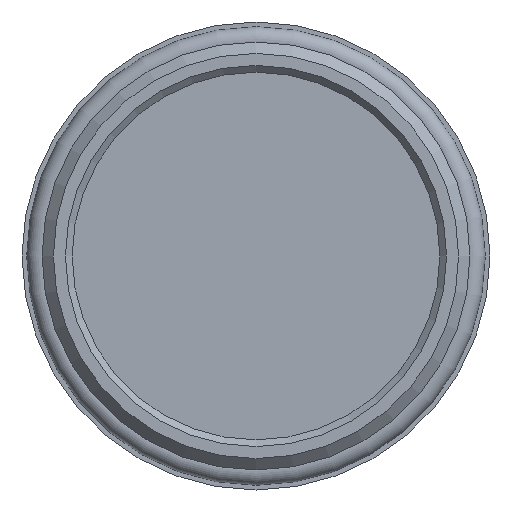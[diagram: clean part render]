
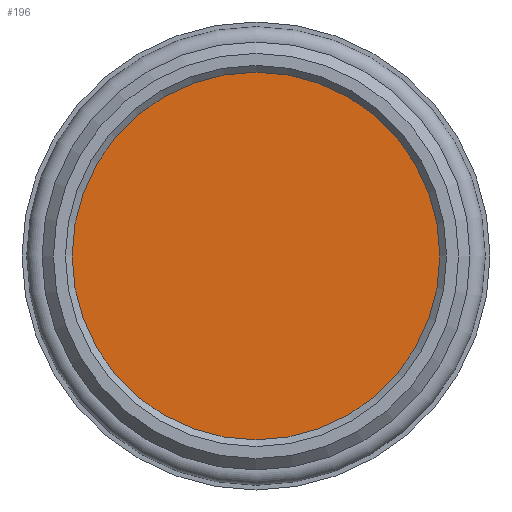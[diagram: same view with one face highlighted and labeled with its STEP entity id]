
A CAD part, front view. The second image highlights one B-rep face of the part: STEP entity #196.
In plain terms, the highlighted planar face has unit normal (0, -1, 0).
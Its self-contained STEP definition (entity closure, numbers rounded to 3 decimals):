
#40=FACE_OUTER_BOUND('',#55,.T.);
#55=EDGE_LOOP('',(#138));
#72=CIRCLE('',#236,13.75);
#93=VERTEX_POINT('',#352);
#111=EDGE_CURVE('',#93,#93,#72,.T.);
#138=ORIENTED_EDGE('',*,*,#111,.F.);
#191=PLANE('',#235);
#196=ADVANCED_FACE('',(#40),#191,.F.);
#235=AXIS2_PLACEMENT_3D('',#351,#275,#276);
#236=AXIS2_PLACEMENT_3D('',#353,#277,#278);
#275=DIRECTION('center_axis',(0.,1.,0.));
#276=DIRECTION('ref_axis',(0.,0.,1.));
#277=DIRECTION('center_axis',(0.,1.,0.));
#278=DIRECTION('ref_axis',(1.,0.,0.));
#351=CARTESIAN_POINT('Origin',(-0.534,-5.938,0.));
#352=CARTESIAN_POINT('',(-14.284,-5.938,0.));
#353=CARTESIAN_POINT('Origin',(-0.534,-5.938,0.));
